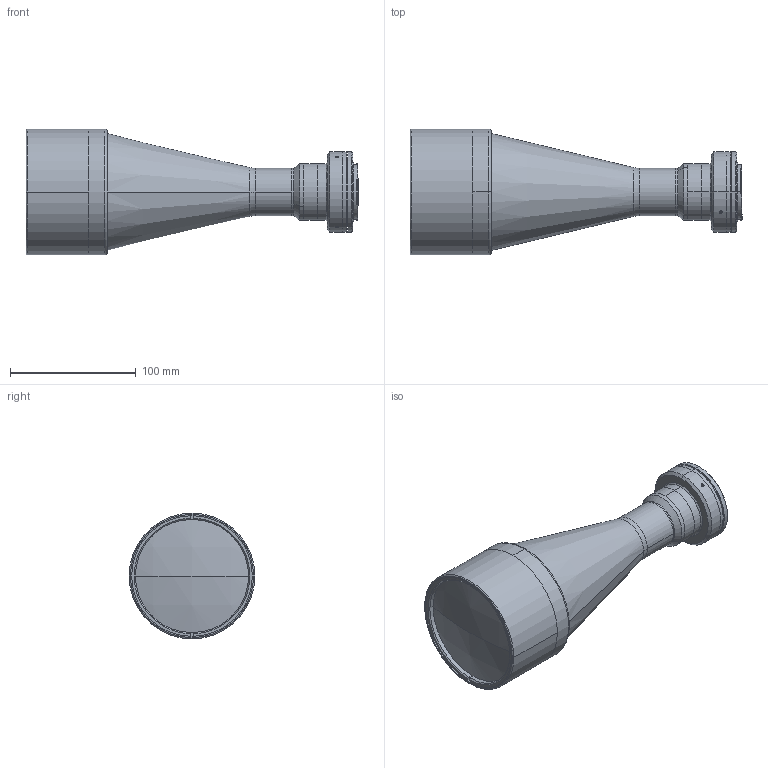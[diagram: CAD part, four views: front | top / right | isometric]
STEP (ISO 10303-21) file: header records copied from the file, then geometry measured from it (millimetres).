
FILE_DESCRIPTION (( 'STEP AP203' ), '1' );
FILE_NAME ('DP32114-A_TC4MHRP064-F.step', '2022-06-13T08:45:20', ( '' ), ( '' ), 'SwSTEP 2.0', 'SolidWorks 2021', '' );
FILE_SCHEMA (( 'CONFIG_CONTROL_DESIGN' ));
Length unit declared in the file: millimetre
Products named in the file (1): DP32114-A_TC4MHRP064-F
Bounding box: 264.02 x 100 x 100 mm (x, y, z)
Surface area: 86647.1 mm2 (no closed solid volume)
Topology: 0 solids, 17 shells, 132 faces, 397 edges, 280 vertices
Faces by surface type: cylinder 56, plane 42, cone 24, torus 6, sphere 4
Entity records: 4814 total; most frequent: CARTESIAN_POINT 1092, DIRECTION 840, ORIENTED_EDGE 629, EDGE_CURVE 397, AXIS2_PLACEMENT_3D 340, VERTEX_POINT 280, CIRCLE 207, VECTOR 160
